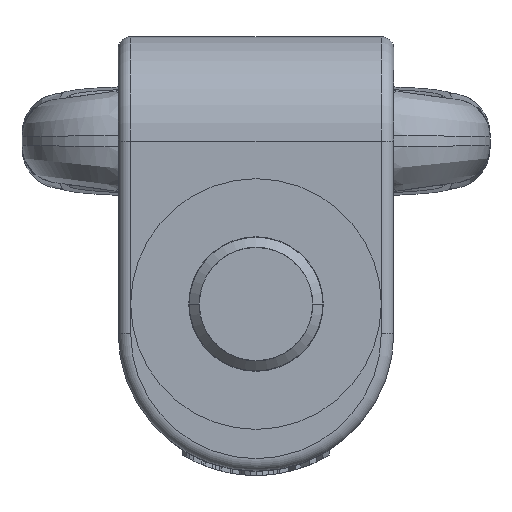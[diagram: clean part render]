
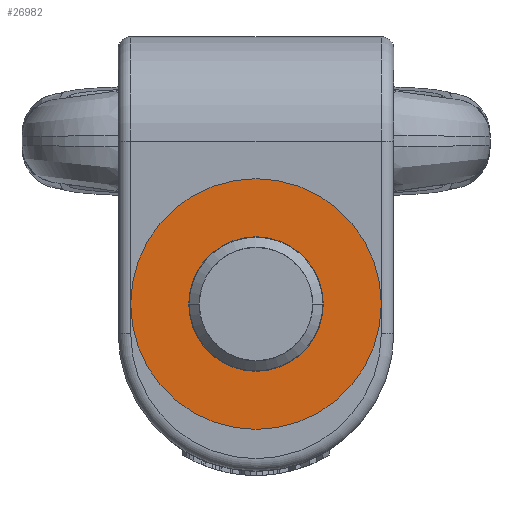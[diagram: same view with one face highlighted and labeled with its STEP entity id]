
A CAD part, front view. The second image highlights one B-rep face of the part: STEP entity #26982.
In plain terms, the highlighted face is planar.
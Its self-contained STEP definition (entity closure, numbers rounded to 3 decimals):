
#26821=CARTESIAN_POINT('',(0.,0.,17.9));
#26822=DIRECTION('',(0.,0.,-1.));
#26823=DIRECTION('',(1.,0.,0.));
#26824=AXIS2_PLACEMENT_3D('',#26821,#26822,#26823);
#26826=CARTESIAN_POINT('',(0.,0.,17.9));
#26827=DIRECTION('',(0.,0.,1.));
#26828=DIRECTION('',(1.,0.,0.));
#26829=AXIS2_PLACEMENT_3D('',#26826,#26827,#26828);
#26831=CARTESIAN_POINT('',(0.,0.,17.9));
#26832=DIRECTION('',(0.,0.,1.));
#26833=DIRECTION('',(1.,0.,0.));
#26834=AXIS2_PLACEMENT_3D('',#26831,#26832,#26833);
#26844=CARTESIAN_POINT('',(0.,0.,17.9));
#26845=DIRECTION('',(0.,0.,-1.));
#26846=DIRECTION('',(1.,0.,0.));
#26847=AXIS2_PLACEMENT_3D('',#26844,#26845,#26846);
#26933=CARTESIAN_POINT('',(15.,0.,17.9));
#26935=VERTEX_POINT('',#26933);
#26946=CARTESIAN_POINT('',(8.05,0.,17.9));
#26948=VERTEX_POINT('',#26946);
#26949=CARTESIAN_POINT('',(-15.,0.,17.9));
#26951=VERTEX_POINT('',#26949);
#26962=CARTESIAN_POINT('',(-8.05,0.,17.9));
#26964=VERTEX_POINT('',#26962);
#26965=CARTESIAN_POINT('',(0.,0.,17.9));
#26966=DIRECTION('',(0.,0.,1.));
#26967=DIRECTION('',(-1.,0.,0.));
#26968=AXIS2_PLACEMENT_3D('',#26965,#26966,#26967);
#26969=PLANE('',#26968);
#26971=ORIENTED_EDGE('',*,*,#26970,.F.);
#26973=ORIENTED_EDGE('',*,*,#26972,.T.);
#26974=EDGE_LOOP('',(#26971,#26973));
#26975=FACE_OUTER_BOUND('',#26974,.F.);
#26977=ORIENTED_EDGE('',*,*,#26976,.F.);
#26979=ORIENTED_EDGE('',*,*,#26978,.T.);
#26980=EDGE_LOOP('',(#26977,#26979));
#26981=FACE_BOUND('',#26980,.F.);
#26982=ADVANCED_FACE('',(#26975,#26981),#26969,.T.);
#26825=CIRCLE('',#26824,8.05);
#26830=CIRCLE('',#26829,8.05);
#26835=CIRCLE('',#26834,15.);
#26848=CIRCLE('',#26847,15.);
#26970=EDGE_CURVE('',#26935,#26951,#26835,.T.);
#26972=EDGE_CURVE('',#26935,#26951,#26848,.T.);
#26976=EDGE_CURVE('',#26948,#26964,#26825,.T.);
#26978=EDGE_CURVE('',#26948,#26964,#26830,.T.);
